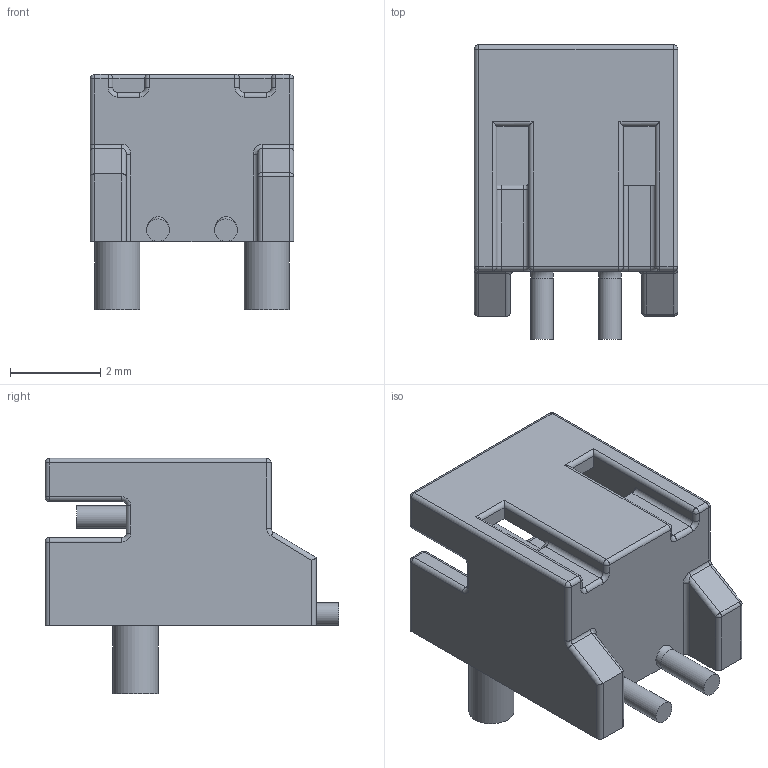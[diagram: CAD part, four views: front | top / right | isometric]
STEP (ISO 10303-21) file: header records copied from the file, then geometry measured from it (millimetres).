
FILE_DESCRIPTION( ( '' ), ' ' );
FILE_NAME( '5c3b3d04aa59b614fee1d853.step', '2019-01-13T13:28:36', ( '' ), ( '' ), ' ', ' ', ' ' );
FILE_SCHEMA( ( 'AUTOMOTIVE_DESIGN { 1 0 10303 214 1 1 1 1 }' ) );
Length unit declared in the file: metre
Products named in the file (5): Open CASCADE STEP translator 6.8 3; Open CASCADE STEP translator 6.8 2; Open CASCADE STEP translator 6.8 1
Bounding box: 4.5 x 6.5 x 5.2 mm (x, y, z)
Volume: 56.1 mm3; surface area: 184 mm2
Topology: 5 solids, 5 shells, 154 faces, 341 edges, 195 vertices
Faces by surface type: cylinder 74, plane 42, torus 18, sphere 18, bspline 2
Full cylindrical faces by diameter (mm): 0.5 x4, 1 x2
Entity records: 7145 total; most frequent: CARTESIAN_POINT 796, DIRECTION 783, ORIENTED_EDGE 660, STYLED_ITEM 484, PRESENTATION_STYLE_ASSIGNMENT 484, COLOUR_RGB 484, EDGE_CURVE 330, CURVE_STYLE 330
